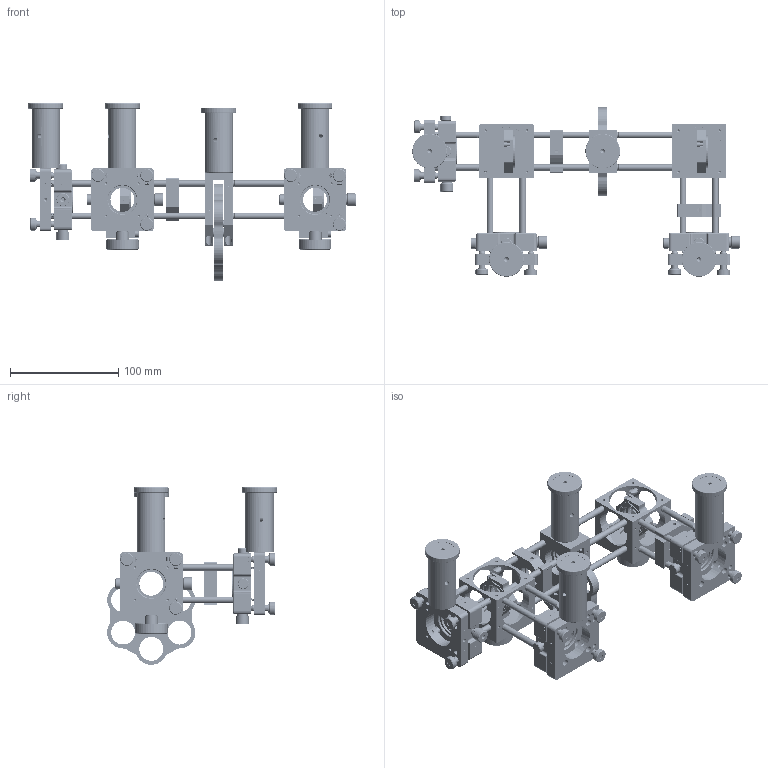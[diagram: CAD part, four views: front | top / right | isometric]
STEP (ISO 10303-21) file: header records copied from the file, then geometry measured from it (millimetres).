
FILE_DESCRIPTION(/* description */ (''),/* implementation_level */ '2;1');
FILE_NAME(/* name */ 'Custom Cage Assembly new 2.stp',/* time_stamp */ '2023-04-04T14:28:07-07:00',/* author */ ('sean'),/* organization */ (''),/* preprocessor_version */ 'ST-DEVELOPER v18.1',/* originating_system */ 'Autodesk Inventor 2022',/* authorisation */ '');
FILE_SCHEMA (('AUTOMOTIVE_DESIGN { 1 0 10303 214 3 1 1 }'));
Products named in the file (9): Custom Cage Assembly new 2; C30-SLFH-25.4; C30-ALH5-25.4; PST-60UU; C30-NDWH-25.4UU; C30-RO-6-50.8UU; C30-CGBH-25.4; C30CGBH25.4-M02-17001-S02; C30CGBH25.4-M02-17001-S01
Assembly tree (34 placements, depth 3):
  Custom Cage Assembly new 2
    C30-CGBH-25.4  x2
      C30CGBH25.4-M02-17001-S02
      C30CGBH25.4-M02-17001-S01
    C30-SLFH-25.4  x2
    C30-ALH5-25.4  x3
    C30-RO-6-50.8UU  x20
    PST-60UU  x4
    C30-NDWH-25.4UU
Bounding box: 301.87 x 156.41 x 163.65 mm (x, y, z)
Volume: 516448 mm3; surface area: 244465 mm2
Topology: 58 solids, 58 shells, 4120 faces, 10420 edges, 6797 vertices
Faces by surface type: plane 2168, cylinder 1249, cone 574, bspline 72, sphere 45, torus 12
Full cylindrical faces by diameter (mm): 1 x43, 1.1 x48, 1.5 x12, 1.6 x20, 2 x8, 2.2 x2, 2.3 x40, 2.459 x4, 2.5 x114, 2.8 x6, 3 x14, 3.1 x4, 3.2 x2, 3.242 x4, 3.3 x18, 3.302 x8, 3.4 x1, 3.5 x2, 3.8 x12, 4 x64, 4.1 x2, 5 x8, 5.5 x25, 6 x118, 7.3 x9, 7.5 x18, 8 x23, 9 x2, 9.5 x9, 10 x23
Entity records: 69401 total; most frequent: CARTESIAN_POINT 22210, DIRECTION 9809, ORIENTED_EDGE 9390, EDGE_CURVE 4695, AXIS2_PLACEMENT_3D 3513, VERTEX_POINT 3120, LINE 2783, VECTOR 2783
